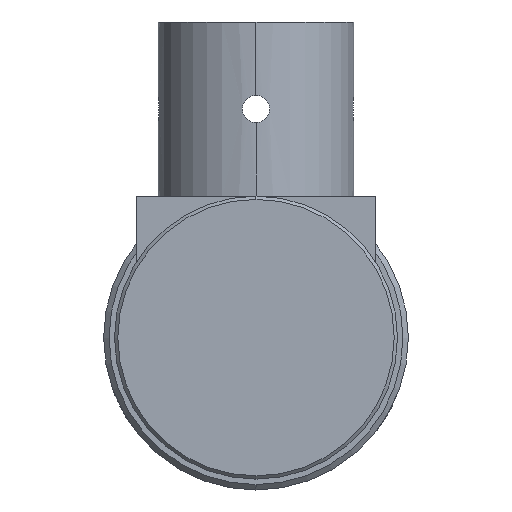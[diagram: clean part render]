
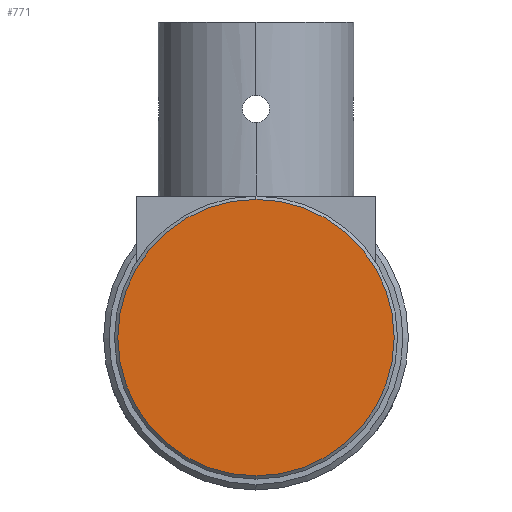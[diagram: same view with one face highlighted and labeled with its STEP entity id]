
A CAD part, left-side view. The second image highlights one B-rep face of the part: STEP entity #771.
In plain terms, the highlighted planar face has unit normal (-1, 0, 0).
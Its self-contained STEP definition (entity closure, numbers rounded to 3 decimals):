
#91 = VERTEX_POINT ( 'NONE', #2564 ) ;
#92 = DIRECTION ( 'NONE',  ( 0., 0., -1. ) ) ;
#179 = DIRECTION ( 'NONE',  ( -1., 0., 0. ) ) ;
#243 = CIRCLE ( 'NONE', #1783, 12.7 ) ;
#291 = ORIENTED_EDGE ( 'NONE', *, *, #838, .T. ) ;
#312 = DIRECTION ( 'NONE',  ( 1., 0., 0. ) ) ;
#400 = AXIS2_PLACEMENT_3D ( 'NONE', #1983, #179, #1588 ) ;
#551 = CARTESIAN_POINT ( 'NONE',  ( -83.9, 0., 0. ) ) ;
#680 = EDGE_LOOP ( 'NONE', ( #952, #291 ) ) ;
#771 = ADVANCED_FACE ( 'NONE', ( #1617 ), #1676, .F. ) ;
#838 = EDGE_CURVE ( 'NONE', #2104, #91, #243, .T. ) ;
#952 = ORIENTED_EDGE ( 'NONE', *, *, #1011, .T. ) ;
#1011 = EDGE_CURVE ( 'NONE', #91, #2104, #2455, .T. ) ;
#1149 = DIRECTION ( 'NONE',  ( -1., 0., 0. ) ) ;
#1249 = AXIS2_PLACEMENT_3D ( 'NONE', #2313, #312, #92 ) ;
#1340 = DIRECTION ( 'NONE',  ( 0., 0., -1. ) ) ;
#1588 = DIRECTION ( 'NONE',  ( 0., 0., -1. ) ) ;
#1617 = FACE_OUTER_BOUND ( 'NONE', #680, .T. ) ;
#1676 = PLANE ( 'NONE',  #1249 ) ;
#1783 = AXIS2_PLACEMENT_3D ( 'NONE', #551, #1149, #1340 ) ;
#1833 = CARTESIAN_POINT ( 'NONE',  ( -83.9, 0., 12.7 ) ) ;
#1983 = CARTESIAN_POINT ( 'NONE',  ( -83.9, 0., 0. ) ) ;
#2104 = VERTEX_POINT ( 'NONE', #1833 ) ;
#2313 = CARTESIAN_POINT ( 'NONE',  ( -83.9, -12.852, 12.852 ) ) ;
#2455 = CIRCLE ( 'NONE', #400, 12.7 ) ;
#2564 = CARTESIAN_POINT ( 'NONE',  ( -83.9, 0., -12.7 ) ) ;
